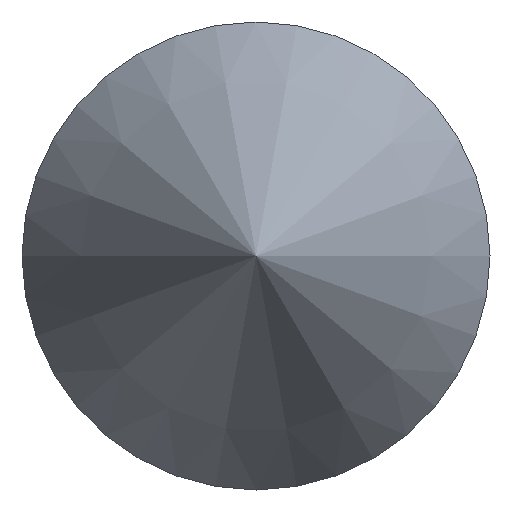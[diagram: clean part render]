
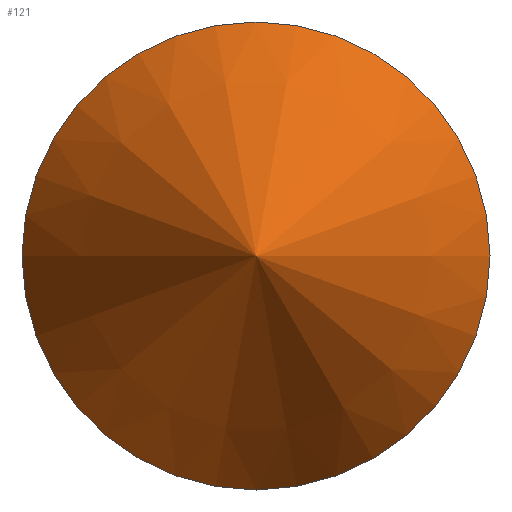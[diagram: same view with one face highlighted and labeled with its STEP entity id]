
A CAD part, left-side view. The second image highlights one B-rep face of the part: STEP entity #121.
In plain terms, the highlighted conical face has half-angle 29.978 degrees and reference radius 6.007 mm.
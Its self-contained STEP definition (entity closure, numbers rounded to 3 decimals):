
#2 = EDGE_LOOP ( 'NONE', ( #77 ) ) ;
#3 = CIRCLE ( 'NONE', #139, 6.007 ) ;
#5 = DIRECTION ( 'NONE',  ( 1., 0., 0. ) ) ;
#10 = DIRECTION ( 'NONE',  ( 0., 1., 0. ) ) ;
#29 = AXIS2_PLACEMENT_3D ( 'NONE', #118, #104, #37 ) ;
#37 = DIRECTION ( 'NONE',  ( 0., 1., 0. ) ) ;
#41 = CONICAL_SURFACE ( 'NONE', #29, 6.007, 0.523 ) ;
#68 = FACE_OUTER_BOUND ( 'NONE', #2, .T. ) ;
#77 = ORIENTED_EDGE ( 'NONE', *, *, #78, .F. ) ;
#78 = EDGE_CURVE ( 'NONE', #106, #106, #3, .T. ) ;
#104 = DIRECTION ( 'NONE',  ( 1., 0., 0. ) ) ;
#106 = VERTEX_POINT ( 'NONE', #130 ) ;
#118 = CARTESIAN_POINT ( 'NONE',  ( 10.414, 0., 0. ) ) ;
#121 = ADVANCED_FACE ( 'NONE', ( #68 ), #41, .T. ) ;
#130 = CARTESIAN_POINT ( 'NONE',  ( 10.414, 6.007, 0. ) ) ;
#131 = CARTESIAN_POINT ( 'NONE',  ( 10.414, 0., 0. ) ) ;
#139 = AXIS2_PLACEMENT_3D ( 'NONE', #131, #5, #10 ) ;
